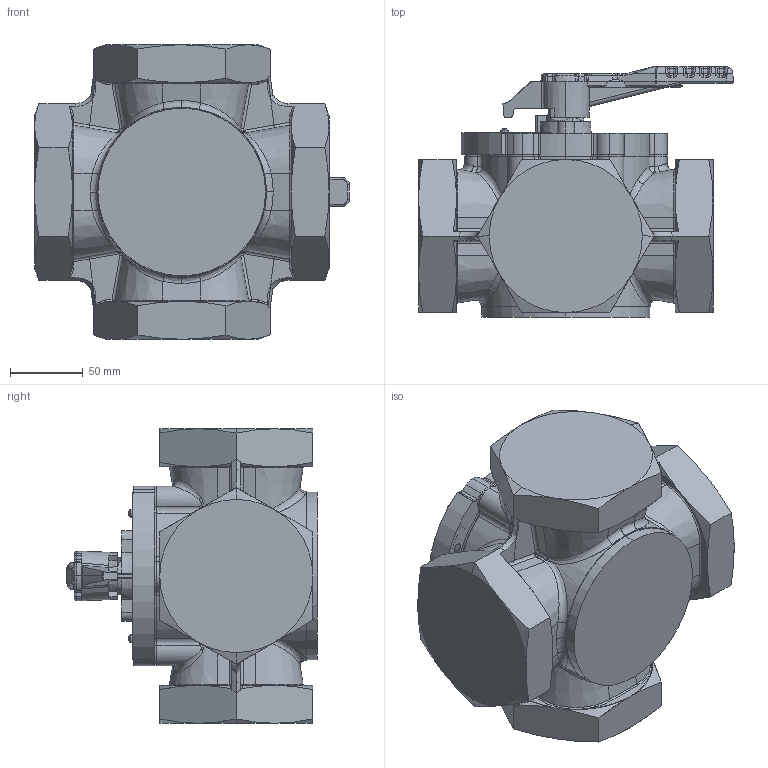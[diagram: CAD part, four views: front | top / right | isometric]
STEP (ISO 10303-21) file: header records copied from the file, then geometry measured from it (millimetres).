
FILE_DESCRIPTION(('CATIA V5 STEP Exchange','CAx-IF Rec.Pracs.--- Model Styling and Organization---1.4--- 2014-01-23','CAx-IF Rec.Pracs.---3D Tessellated Data Validation Properties---0.5---2014-09-14'),'2;1');
FILE_NAME('STEP_611020_-_TST.stp','2021-01-05T14:04:34+00:00',('none'),('none'),'CATIA Version 5-6 Release 2019 SP3','CATIA V5 STEP AP242 v1','none');
FILE_SCHEMA(('AP242_MANAGED_MODEL_BASED_3D_ENGINEERING_MIM_LF {1 0 10303 442 1 1 4}'));
Products named in the file (1): 611020 - TST
Bounding box: 216 x 171.8 x 202 mm (x, y, z)
Volume: 4992785.5 mm3; surface area: 338506.9 mm2
Topology: 2 solids, 19 shells, 2603 faces, 6928 edges, 4277 vertices
Faces by surface type: plane 920, cylinder 722, bspline 473, cone 235, torus 181, sphere 72
Entity records: 101046 total; most frequent: CARTESIAN_POINT 42595, ORIENTED_EDGE 13532, DIRECTION 8452, EDGE_CURVE 6766, VERTEX_POINT 4277, AXIS2_PLACEMENT_3D 3501, VECTOR 2888, LINE 2888
